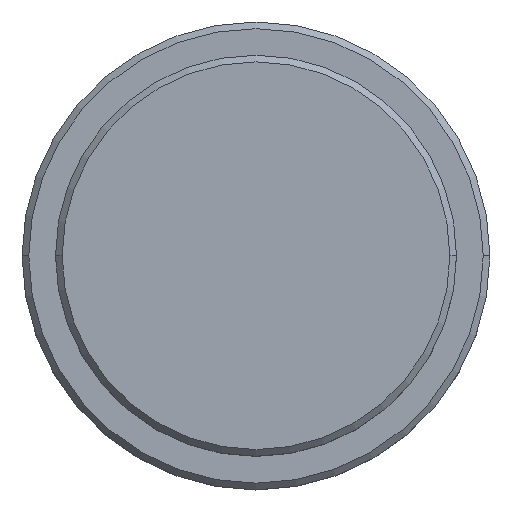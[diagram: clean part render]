
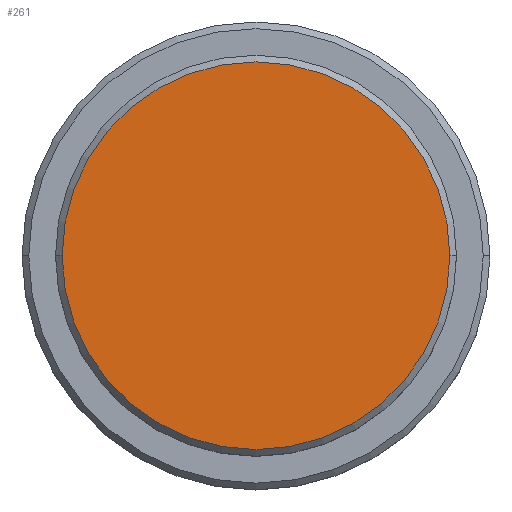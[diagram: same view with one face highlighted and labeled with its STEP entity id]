
A CAD part, top view. The second image highlights one B-rep face of the part: STEP entity #261.
In plain terms, the highlighted planar face has unit normal (0, 0, 1).
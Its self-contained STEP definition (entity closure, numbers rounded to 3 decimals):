
#5 = ORIENTED_EDGE ( 'NONE', *, *, #54, .T. ) ;
#23 = DIRECTION ( 'NONE',  ( 0., 0., 1. ) ) ;
#54 = EDGE_CURVE ( 'NONE', #192, #926, #718, .T. ) ;
#97 = AXIS2_PLACEMENT_3D ( 'NONE', #1284, #848, #1290 ) ;
#117 = AXIS2_PLACEMENT_3D ( 'NONE', #555, #23, #799 ) ;
#155 = EDGE_CURVE ( 'NONE', #926, #192, #1378, .T. ) ;
#192 = VERTEX_POINT ( 'NONE', #890 ) ;
#261 = ADVANCED_FACE ( 'NONE', ( #434 ), #1349, .T. ) ;
#434 = FACE_OUTER_BOUND ( 'NONE', #733, .T. ) ;
#548 = DIRECTION ( 'NONE',  ( 1., 0., 0. ) ) ;
#555 = CARTESIAN_POINT ( 'NONE',  ( 0., 0., 0. ) ) ;
#585 = ORIENTED_EDGE ( 'NONE', *, *, #155, .T. ) ;
#664 = CARTESIAN_POINT ( 'NONE',  ( -14.5, 0., 0. ) ) ;
#718 = CIRCLE ( 'NONE', #97, 14.5 ) ;
#733 = EDGE_LOOP ( 'NONE', ( #585, #5 ) ) ;
#799 = DIRECTION ( 'NONE',  ( 1., 0., 0. ) ) ;
#848 = DIRECTION ( 'NONE',  ( 0., 0., 1. ) ) ;
#890 = CARTESIAN_POINT ( 'NONE',  ( 14.5, 0., 0. ) ) ;
#926 = VERTEX_POINT ( 'NONE', #664 ) ;
#1092 = AXIS2_PLACEMENT_3D ( 'NONE', #1236, #1101, #548 ) ;
#1101 = DIRECTION ( 'NONE',  ( 0., 0., 1. ) ) ;
#1236 = CARTESIAN_POINT ( 'NONE',  ( 0., 0., 0. ) ) ;
#1284 = CARTESIAN_POINT ( 'NONE',  ( 0., 0., 0. ) ) ;
#1290 = DIRECTION ( 'NONE',  ( 1., 0., 0. ) ) ;
#1349 = PLANE ( 'NONE',  #1092 ) ;
#1378 = CIRCLE ( 'NONE', #117, 14.5 ) ;
